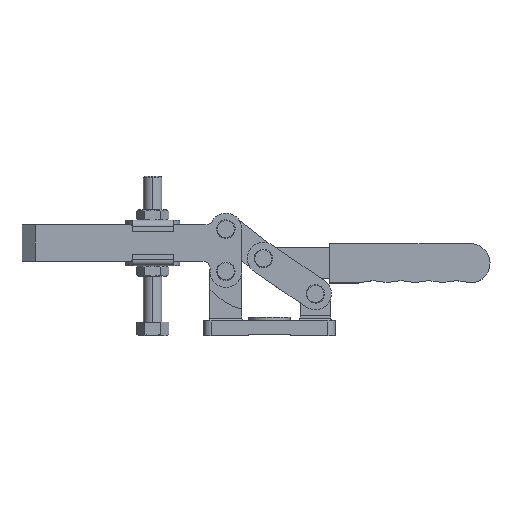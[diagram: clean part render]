
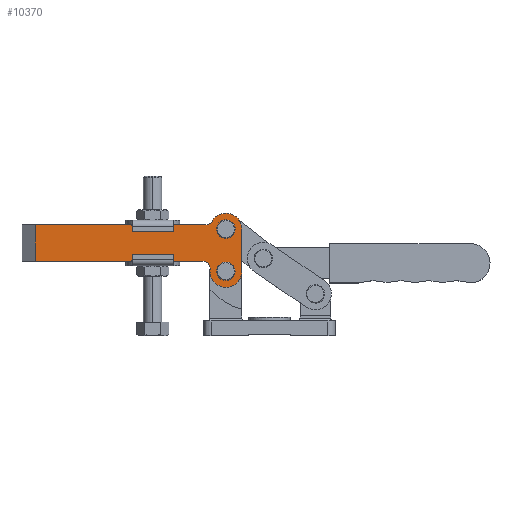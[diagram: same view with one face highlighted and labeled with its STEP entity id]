
A CAD part, top view. The second image highlights one B-rep face of the part: STEP entity #10370.
In plain terms, the highlighted planar face has unit normal (0, 0, 1).
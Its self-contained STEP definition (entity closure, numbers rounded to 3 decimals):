
#41 = CARTESIAN_POINT ( 'NONE',  ( -119.787, 41., 11.35 ) ) ;
#158 = CARTESIAN_POINT ( 'NONE',  ( 11.239, 69.347, 11.35 ) ) ;
#243 = ORIENTED_EDGE ( 'NONE', *, *, #2933, .T. ) ;
#509 = VECTOR ( 'NONE', #2997, 1000. ) ;
#671 = EDGE_CURVE ( 'NONE', #7535, #3698, #8927, .T. ) ;
#830 = VERTEX_POINT ( 'NONE', #158 ) ;
#1461 = VERTEX_POINT ( 'NONE', #7107 ) ;
#1497 = EDGE_CURVE ( 'NONE', #7836, #13065, #4181, .T. ) ;
#1657 = DIRECTION ( 'NONE',  ( 0., 0., 1. ) ) ;
#1677 = AXIS2_PLACEMENT_3D ( 'NONE', #9453, #3793, #11276 ) ;
#1849 = DIRECTION ( 'NONE',  ( 0., 0., 1. ) ) ;
#1946 = CARTESIAN_POINT ( 'NONE',  ( -4.788, 41., 11.35 ) ) ;
#1985 = VECTOR ( 'NONE', #2451, 1000. ) ;
#2251 = EDGE_CURVE ( 'NONE', #830, #9099, #5781, .T. ) ;
#2451 = DIRECTION ( 'NONE',  ( 0., 1., 0. ) ) ;
#2470 = LINE ( 'NONE', #9549, #10078 ) ;
#2516 = EDGE_LOOP ( 'NONE', ( #6486, #11048 ) ) ;
#2599 = EDGE_CURVE ( 'NONE', #8334, #11163, #12156, .T. ) ;
#2697 = CARTESIAN_POINT ( 'NONE',  ( 11.049, 34.1, 11.35 ) ) ;
#2830 = CARTESIAN_POINT ( 'NONE',  ( 0.177, 35.404, 11.35 ) ) ;
#2933 = EDGE_CURVE ( 'NONE', #7300, #12092, #10988, .T. ) ;
#2934 = CARTESIAN_POINT ( 'NONE',  ( -2.75, 66., 11.35 ) ) ;
#2997 = DIRECTION ( 'NONE',  ( 1., 0., 0. ) ) ;
#3193 = ORIENTED_EDGE ( 'NONE', *, *, #8842, .T. ) ;
#3208 = CARTESIAN_POINT ( 'NONE',  ( 11.049, 63., 11.35 ) ) ;
#3225 = CARTESIAN_POINT ( 'NONE',  ( 11.049, 63., 11.35 ) ) ;
#3401 = ORIENTED_EDGE ( 'NONE', *, *, #12175, .T. ) ;
#3508 = ORIENTED_EDGE ( 'NONE', *, *, #2599, .T. ) ;
#3698 = VERTEX_POINT ( 'NONE', #9835 ) ;
#3738 = DIRECTION ( 'NONE',  ( 1., 0., 0. ) ) ;
#3793 = DIRECTION ( 'NONE',  ( 0., 0., 1. ) ) ;
#3887 = CARTESIAN_POINT ( 'NONE',  ( -4.788, 41., 11.35 ) ) ;
#4011 = EDGE_CURVE ( 'NONE', #13065, #7300, #2470, .T. ) ;
#4070 = DIRECTION ( 'NONE',  ( 1., 0., 0. ) ) ;
#4074 = AXIS2_PLACEMENT_3D ( 'NONE', #7462, #7533, #7544 ) ;
#4181 = CIRCLE ( 'NONE', #13094, 10.95 ) ;
#4193 = CARTESIAN_POINT ( 'NONE',  ( 10.809, 27.753, 11.35 ) ) ;
#4488 = EDGE_LOOP ( 'NONE', ( #3193, #12695, #10828, #3508, #3401, #8877, #4905, #243, #10867 ) ) ;
#4737 = EDGE_LOOP ( 'NONE', ( #12050, #7675 ) ) ;
#4848 = LINE ( 'NONE', #2934, #7562 ) ;
#4905 = ORIENTED_EDGE ( 'NONE', *, *, #4011, .T. ) ;
#5297 = CARTESIAN_POINT ( 'NONE',  ( 10.858, 56.653, 11.35 ) ) ;
#5362 = DIRECTION ( 'NONE',  ( 1., 0., 0. ) ) ;
#5504 = CARTESIAN_POINT ( 'NONE',  ( 11., 34.1, 11.35 ) ) ;
#5781 = CIRCLE ( 'NONE', #6180, 6.35 ) ;
#5969 = CARTESIAN_POINT ( 'NONE',  ( -119.787, 41., 11.35 ) ) ;
#6180 = AXIS2_PLACEMENT_3D ( 'NONE', #3225, #6208, #11620 ) ;
#6208 = DIRECTION ( 'NONE',  ( 0., 0., 1. ) ) ;
#6486 = ORIENTED_EDGE ( 'NONE', *, *, #7796, .F. ) ;
#6661 = CARTESIAN_POINT ( 'NONE',  ( 1.576, 68.492, 11.35 ) ) ;
#6703 = DIRECTION ( 'NONE',  ( 0., 0., 1. ) ) ;
#6708 = DIRECTION ( 'NONE',  ( -1., 0., 0. ) ) ;
#7107 = CARTESIAN_POINT ( 'NONE',  ( -119.787, 66., 11.35 ) ) ;
#7164 = FACE_BOUND ( 'NONE', #4737, .T. ) ;
#7300 = VERTEX_POINT ( 'NONE', #8355 ) ;
#7462 = CARTESIAN_POINT ( 'NONE',  ( 11., 34.1, 11.35 ) ) ;
#7533 = DIRECTION ( 'NONE',  ( 0., 0., 1. ) ) ;
#7535 = VERTEX_POINT ( 'NONE', #4193 ) ;
#7544 = DIRECTION ( 'NONE',  ( 1., 0., 0. ) ) ;
#7562 = VECTOR ( 'NONE', #6708, 1000. ) ;
#7675 = ORIENTED_EDGE ( 'NONE', *, *, #8463, .F. ) ;
#7796 = EDGE_CURVE ( 'NONE', #3698, #7535, #10763, .T. ) ;
#7830 = CARTESIAN_POINT ( 'NONE',  ( -4.788, 36., 11.35 ) ) ;
#7836 = VERTEX_POINT ( 'NONE', #13268 ) ;
#8052 = CARTESIAN_POINT ( 'NONE',  ( -2.75, 66., 11.35 ) ) ;
#8087 = DIRECTION ( 'NONE',  ( 0., 1., 0. ) ) ;
#8193 = CARTESIAN_POINT ( 'NONE',  ( 11.049, 34.1, 11.35 ) ) ;
#8334 = VERTEX_POINT ( 'NONE', #3887 ) ;
#8355 = CARTESIAN_POINT ( 'NONE',  ( 21.999, 63., 11.35 ) ) ;
#8463 = EDGE_CURVE ( 'NONE', #9099, #830, #8579, .T. ) ;
#8579 = CIRCLE ( 'NONE', #12665, 6.35 ) ;
#8842 = EDGE_CURVE ( 'NONE', #10316, #1461, #4848, .T. ) ;
#8848 = DIRECTION ( 'NONE',  ( 1., 0., 0. ) ) ;
#8877 = ORIENTED_EDGE ( 'NONE', *, *, #1497, .T. ) ;
#8927 = CIRCLE ( 'NONE', #4074, 6.35 ) ;
#8961 = DIRECTION ( 'NONE',  ( 0., 0., -1. ) ) ;
#9099 = VERTEX_POINT ( 'NONE', #5297 ) ;
#9143 = AXIS2_PLACEMENT_3D ( 'NONE', #7830, #12478, #10439 ) ;
#9199 = AXIS2_PLACEMENT_3D ( 'NONE', #5504, #6703, #11909 ) ;
#9248 = AXIS2_PLACEMENT_3D ( 'NONE', #12551, #1657, #9637 ) ;
#9271 = PLANE ( 'NONE',  #9248 ) ;
#9453 = CARTESIAN_POINT ( 'NONE',  ( 11.049, 63., 11.35 ) ) ;
#9549 = CARTESIAN_POINT ( 'NONE',  ( 21.999, 63., 11.35 ) ) ;
#9556 = CARTESIAN_POINT ( 'NONE',  ( 21.999, 34.1, 11.35 ) ) ;
#9637 = DIRECTION ( 'NONE',  ( 1., 0., 0. ) ) ;
#9759 = DIRECTION ( 'NONE',  ( 0., 0., 1. ) ) ;
#9835 = CARTESIAN_POINT ( 'NONE',  ( 11.191, 40.447, 11.35 ) ) ;
#9944 = DIRECTION ( 'NONE',  ( 0., 0., 1. ) ) ;
#9958 = FACE_BOUND ( 'NONE', #2516, .T. ) ;
#10058 = EDGE_CURVE ( 'NONE', #12092, #10316, #13107, .T. ) ;
#10078 = VECTOR ( 'NONE', #8087, 1000. ) ;
#10298 = FACE_OUTER_BOUND ( 'NONE', #4488, .T. ) ;
#10316 = VERTEX_POINT ( 'NONE', #8052 ) ;
#10370 = ADVANCED_FACE ( 'NONE', ( #9958, #7164, #10298 ), #9271, .T. ) ;
#10439 = DIRECTION ( 'NONE',  ( 1., 0., 0. ) ) ;
#10763 = CIRCLE ( 'NONE', #9199, 6.35 ) ;
#10828 = ORIENTED_EDGE ( 'NONE', *, *, #11266, .T. ) ;
#10867 = ORIENTED_EDGE ( 'NONE', *, *, #10058, .T. ) ;
#10988 = CIRCLE ( 'NONE', #1677, 10.95 ) ;
#11033 = CARTESIAN_POINT ( 'NONE',  ( -2.75, 71., 11.35 ) ) ;
#11048 = ORIENTED_EDGE ( 'NONE', *, *, #671, .F. ) ;
#11163 = VERTEX_POINT ( 'NONE', #2830 ) ;
#11266 = EDGE_CURVE ( 'NONE', #13423, #8334, #11619, .T. ) ;
#11276 = DIRECTION ( 'NONE',  ( 1., 0., 0. ) ) ;
#11461 = EDGE_CURVE ( 'NONE', #13423, #1461, #13072, .T. ) ;
#11619 = LINE ( 'NONE', #1946, #509 ) ;
#11620 = DIRECTION ( 'NONE',  ( 1., 0., 0. ) ) ;
#11746 = CIRCLE ( 'NONE', #12148, 10.95 ) ;
#11909 = DIRECTION ( 'NONE',  ( 1., 0., 0. ) ) ;
#12050 = ORIENTED_EDGE ( 'NONE', *, *, #2251, .F. ) ;
#12092 = VERTEX_POINT ( 'NONE', #6661 ) ;
#12148 = AXIS2_PLACEMENT_3D ( 'NONE', #2697, #9944, #3738 ) ;
#12156 = CIRCLE ( 'NONE', #9143, 5. ) ;
#12175 = EDGE_CURVE ( 'NONE', #11163, #7836, #11746, .T. ) ;
#12478 = DIRECTION ( 'NONE',  ( 0., 0., -1. ) ) ;
#12551 = CARTESIAN_POINT ( 'NONE',  ( -4.788, 36., 11.35 ) ) ;
#12665 = AXIS2_PLACEMENT_3D ( 'NONE', #3208, #9759, #5362 ) ;
#12695 = ORIENTED_EDGE ( 'NONE', *, *, #11461, .F. ) ;
#13065 = VERTEX_POINT ( 'NONE', #9556 ) ;
#13072 = LINE ( 'NONE', #41, #1985 ) ;
#13094 = AXIS2_PLACEMENT_3D ( 'NONE', #8193, #1849, #4070 ) ;
#13107 = CIRCLE ( 'NONE', #13300, 5. ) ;
#13268 = CARTESIAN_POINT ( 'NONE',  ( 0.099, 34.1, 11.35 ) ) ;
#13300 = AXIS2_PLACEMENT_3D ( 'NONE', #11033, #8961, #8848 ) ;
#13423 = VERTEX_POINT ( 'NONE', #5969 ) ;
